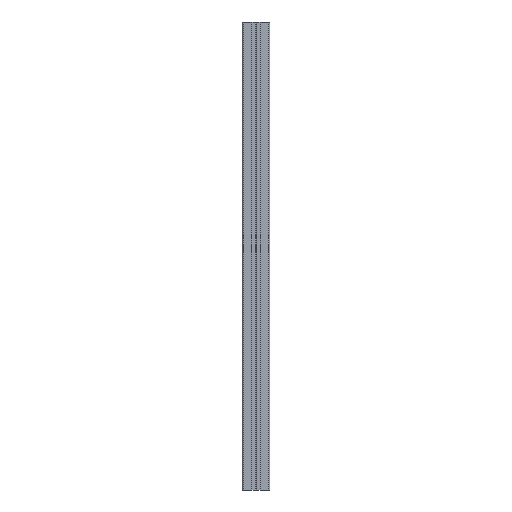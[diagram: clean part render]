
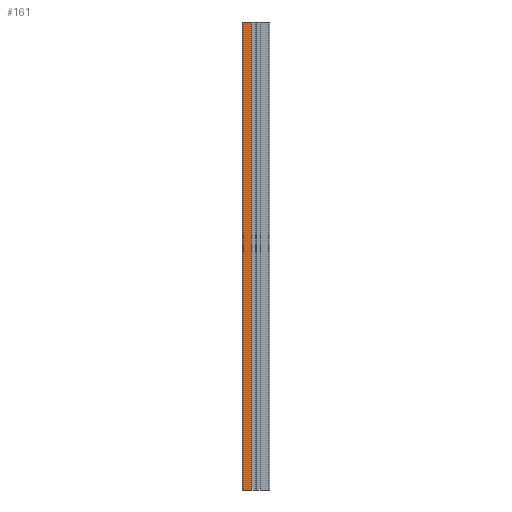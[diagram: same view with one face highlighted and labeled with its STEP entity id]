
A CAD part, front view. The second image highlights one B-rep face of the part: STEP entity #161.
In plain terms, the highlighted planar face has unit normal (0, -1, 0).
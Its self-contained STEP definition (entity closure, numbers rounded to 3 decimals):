
#161 = ADVANCED_FACE( '', ( #342 ), #343, .T. );
#342 = FACE_OUTER_BOUND( '', #541, .T. );
#343 = PLANE( '', #542 );
#541 = EDGE_LOOP( '', ( #975, #976, #977, #978 ) );
#542 = AXIS2_PLACEMENT_3D( '', #979, #980, #981 );
#975 = ORIENTED_EDGE( '', *, *, #1423, .F. );
#976 = ORIENTED_EDGE( '', *, *, #1361, .F. );
#977 = ORIENTED_EDGE( '', *, *, #1316, .T. );
#978 = ORIENTED_EDGE( '', *, *, #1398, .T. );
#979 = CARTESIAN_POINT( '', ( -9., -10., -340. ) );
#980 = DIRECTION( '', ( 0., -1., 0. ) );
#981 = DIRECTION( '', ( 0., 0., -1. ) );
#1316 = EDGE_CURVE( '', #1630, #1628, #1631, .T. );
#1361 = EDGE_CURVE( '', #1630, #1694, #1696, .T. );
#1398 = EDGE_CURVE( '', #1628, #1746, #1748, .T. );
#1423 = EDGE_CURVE( '', #1694, #1746, #1780, .T. );
#1628 = VERTEX_POINT( '', #2063 );
#1630 = VERTEX_POINT( '', #2066 );
#1631 = LINE( '', #2067, #2068 );
#1694 = VERTEX_POINT( '', #2161 );
#1696 = LINE( '', #2163, #2164 );
#1746 = VERTEX_POINT( '', #2237 );
#1748 = LINE( '', #2240, #2241 );
#1780 = LINE( '', #2288, #2289 );
#2063 = CARTESIAN_POINT( '', ( -3., -10., -340. ) );
#2066 = CARTESIAN_POINT( '', ( -9., -10., -340. ) );
#2067 = CARTESIAN_POINT( '', ( -9., -10., -340. ) );
#2068 = VECTOR( '', #2469, 1000. );
#2161 = CARTESIAN_POINT( '', ( -9., -10., 0. ) );
#2163 = CARTESIAN_POINT( '', ( -9., -10., -340. ) );
#2164 = VECTOR( '', #2506, 1000. );
#2237 = CARTESIAN_POINT( '', ( -3., -10., 0. ) );
#2240 = CARTESIAN_POINT( '', ( -3., -10., -340. ) );
#2241 = VECTOR( '', #2534, 1000. );
#2288 = CARTESIAN_POINT( '', ( -9., -10., 0. ) );
#2289 = VECTOR( '', #2550, 1000. );
#2469 = DIRECTION( '', ( 1., 0., 0. ) );
#2506 = DIRECTION( '', ( 0., 0., 1. ) );
#2534 = DIRECTION( '', ( 0., 0., 1. ) );
#2550 = DIRECTION( '', ( 1., 0., 0. ) );
